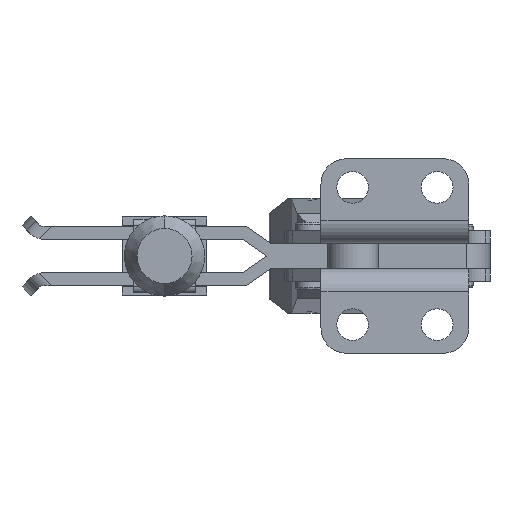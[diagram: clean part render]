
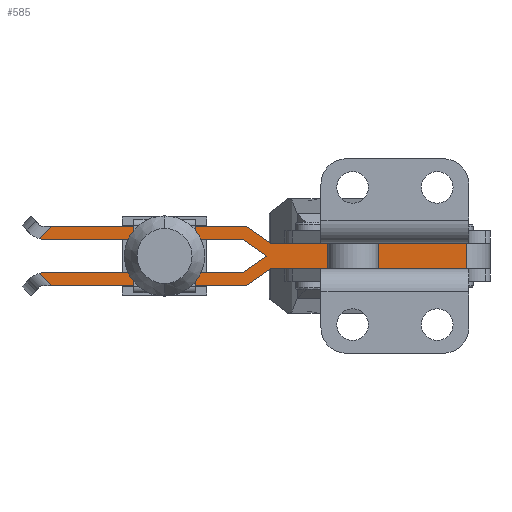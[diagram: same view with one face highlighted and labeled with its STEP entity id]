
A CAD part, front view. The second image highlights one B-rep face of the part: STEP entity #585.
In plain terms, the highlighted planar face has unit normal (0, -1, 0).
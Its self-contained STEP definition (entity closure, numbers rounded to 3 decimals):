
#585=ADVANCED_FACE('NONE',(#1473),#1474,.F.);
#1473=FACE_OUTER_BOUND('',#2777,.T.);
#1474=PLANE('',#2778);
#2777=EDGE_LOOP('',(#4793,#4794,#4795,#4796,#4797,#4798,#4799,#4800,#4801,#4802,#4803,#4804,#4805,#4806,#4807));
#2778=AXIS2_PLACEMENT_3D('',#4808,#4809,#4810);
#4793=ORIENTED_EDGE('',*,*,#7683,.F.);
#4794=ORIENTED_EDGE('',*,*,#7684,.F.);
#4795=ORIENTED_EDGE('',*,*,#7685,.F.);
#4796=ORIENTED_EDGE('',*,*,#7686,.F.);
#4797=ORIENTED_EDGE('',*,*,#7687,.F.);
#4798=ORIENTED_EDGE('',*,*,#7688,.F.);
#4799=ORIENTED_EDGE('',*,*,#7689,.F.);
#4800=ORIENTED_EDGE('',*,*,#7690,.F.);
#4801=ORIENTED_EDGE('',*,*,#7691,.F.);
#4802=ORIENTED_EDGE('',*,*,#7692,.F.);
#4803=ORIENTED_EDGE('',*,*,#7693,.F.);
#4804=ORIENTED_EDGE('',*,*,#7694,.F.);
#4805=ORIENTED_EDGE('',*,*,#7672,.T.);
#4806=ORIENTED_EDGE('',*,*,#7695,.F.);
#4807=ORIENTED_EDGE('',*,*,#7696,.F.);
#4808=CARTESIAN_POINT('',(-65.8,36.0,-8.));
#4809=DIRECTION('',(-0.0,1.0,0.0));
#4810=DIRECTION('',(1.0,0.0,0.0));
#7672=EDGE_CURVE('NONE',#9149,#9150,#9151,.T.);
#7683=EDGE_CURVE('NONE',#9163,#9164,#9165,.T.);
#7684=EDGE_CURVE('NONE',#9166,#9163,#9167,.T.);
#7685=EDGE_CURVE('NONE',#9168,#9166,#9169,.T.);
#7686=EDGE_CURVE('NONE',#9170,#9168,#9171,.T.);
#7687=EDGE_CURVE('NONE',#9172,#9170,#9173,.T.);
#7688=EDGE_CURVE('NONE',#9174,#9172,#9175,.T.);
#7689=EDGE_CURVE('NONE',#9176,#9174,#9177,.T.);
#7690=EDGE_CURVE('NONE',#9178,#9176,#9179,.T.);
#7691=EDGE_CURVE('NONE',#9180,#9178,#9181,.T.);
#7692=EDGE_CURVE('NONE',#9182,#9180,#9183,.T.);
#7693=EDGE_CURVE('NONE',#9184,#9182,#9185,.T.);
#7694=EDGE_CURVE('NONE',#9149,#9184,#9186,.T.);
#7695=EDGE_CURVE('NONE',#9187,#9150,#9188,.T.);
#7696=EDGE_CURVE('NONE',#9164,#9187,#9189,.T.);
#9149=VERTEX_POINT('NONE',#11252);
#9150=VERTEX_POINT('NONE',#11253);
#9151=LINE('',#11254,#11255);
#9163=VERTEX_POINT('NONE',#11269);
#9164=VERTEX_POINT('NONE',#11270);
#9165=LINE('',#11271,#11272);
#9166=VERTEX_POINT('NONE',#11273);
#9167=CIRCLE('',#11274,4.);
#9168=VERTEX_POINT('NONE',#11275);
#9169=LINE('',#11276,#11277);
#9170=VERTEX_POINT('NONE',#11278);
#9171=LINE('',#11279,#11280);
#9172=VERTEX_POINT('NONE',#11281);
#9173=LINE('',#11282,#11283);
#9174=VERTEX_POINT('NONE',#11284);
#9175=LINE('',#11285,#11286);
#9176=VERTEX_POINT('NONE',#11287);
#9177=CIRCLE('',#11288,4.);
#9178=VERTEX_POINT('NONE',#11289);
#9179=LINE('',#11290,#11291);
#9180=VERTEX_POINT('NONE',#11292);
#9181=LINE('',#11293,#11294);
#9182=VERTEX_POINT('NONE',#11295);
#9183=LINE('',#11296,#11297);
#9184=VERTEX_POINT('NONE',#11298);
#9185=LINE('',#11299,#11300);
#9186=LINE('',#11301,#11302);
#9187=VERTEX_POINT('NONE',#11303);
#9188=LINE('',#11304,#11305);
#9189=LINE('',#11306,#11307);
#11252=CARTESIAN_POINT('',(34.359,36.0,3.0));
#11253=CARTESIAN_POINT('',(-12.0,36.0,3.0));
#11254=CARTESIAN_POINT('',(-12.0,36.0,3.0));
#11255=VECTOR('',#14380,1000.0);
#11269=CARTESIAN_POINT('',(-66.592,36.0,4.079));
#11270=CARTESIAN_POINT('',(-63.672,36.0,7.));
#11271=CARTESIAN_POINT('',(-66.592,36.0,4.079));
#11272=VECTOR('',#14398,1000.0);
#11273=CARTESIAN_POINT('',(-65.8,36.0,4.0));
#11274=AXIS2_PLACEMENT_3D('',#14399,#14400,#14401);
#11275=CARTESIAN_POINT('',(-18.658,36.0,4.0));
#11276=CARTESIAN_POINT('',(-65.8,36.0,4.0));
#11277=VECTOR('',#14402,1000.0);
#11278=CARTESIAN_POINT('',(-12.946,36.0,0.));
#11279=CARTESIAN_POINT('',(-12.946,36.0,0.));
#11280=VECTOR('',#14403,1000.0);
#11281=CARTESIAN_POINT('',(-18.658,36.0,-4.0));
#11282=CARTESIAN_POINT('',(-18.658,36.0,-4.0));
#11283=VECTOR('',#14404,1000.0);
#11284=CARTESIAN_POINT('',(-65.8,36.0,-4.0));
#11285=CARTESIAN_POINT('',(-65.8,36.0,-4.0));
#11286=VECTOR('',#14405,1000.0);
#11287=CARTESIAN_POINT('',(-66.592,36.0,-4.079));
#11288=AXIS2_PLACEMENT_3D('',#14406,#14407,#14408);
#11289=CARTESIAN_POINT('',(-63.672,36.0,-7.0));
#11290=CARTESIAN_POINT('',(-63.672,36.0,-7.0));
#11291=VECTOR('',#14409,1000.0);
#11292=CARTESIAN_POINT('',(-17.713,36.0,-7.0));
#11293=CARTESIAN_POINT('',(-65.8,36.0,-7.0));
#11294=VECTOR('',#14410,1000.0);
#11295=CARTESIAN_POINT('',(-12.0,36.0,-3.0));
#11296=CARTESIAN_POINT('',(-12.0,36.0,-3.0));
#11297=VECTOR('',#14411,1000.0);
#11298=CARTESIAN_POINT('',(34.359,36.0,-3.0));
#11299=CARTESIAN_POINT('',(-65.8,36.0,-3.0));
#11300=VECTOR('',#14412,1000.0);
#11301=CARTESIAN_POINT('',(34.359,36.0,-8.));
#11302=VECTOR('',#14413,1000.0);
#11303=CARTESIAN_POINT('',(-17.713,36.0,7.));
#11304=CARTESIAN_POINT('',(-17.713,36.0,7.0));
#11305=VECTOR('',#14414,1000.0);
#11306=CARTESIAN_POINT('',(-65.8,36.0,7.));
#11307=VECTOR('',#14415,1000.0);
#14380=DIRECTION('',(-1.0,0.0,-0.0));
#14398=DIRECTION('',(0.707,0.0,0.707));
#14399=CARTESIAN_POINT('',(-65.8,36.0,8.));
#14400=DIRECTION('',(0.0,1.0,0.0));
#14401=DIRECTION('',(0.,0.0,-1.0));
#14402=DIRECTION('',(-1.0,-0.0,-0.0));
#14403=DIRECTION('',(-0.819,0.0,0.574));
#14404=DIRECTION('',(0.819,0.0,0.574));
#14405=DIRECTION('',(1.0,0.0,0.0));
#14406=CARTESIAN_POINT('',(-65.8,36.0,-8.));
#14407=DIRECTION('',(0.0,1.0,0.0));
#14408=DIRECTION('',(0.,0.0,-1.0));
#14409=DIRECTION('',(-0.707,0.0,0.707));
#14410=DIRECTION('',(-1.0,-0.0,-0.0));
#14411=DIRECTION('',(-0.819,0.0,-0.574));
#14412=DIRECTION('',(-1.0,-0.0,-0.0));
#14413=DIRECTION('',(-0.0,0.0,-1.0));
#14414=DIRECTION('',(0.819,0.0,-0.574));
#14415=DIRECTION('',(1.0,0.0,0.0));
